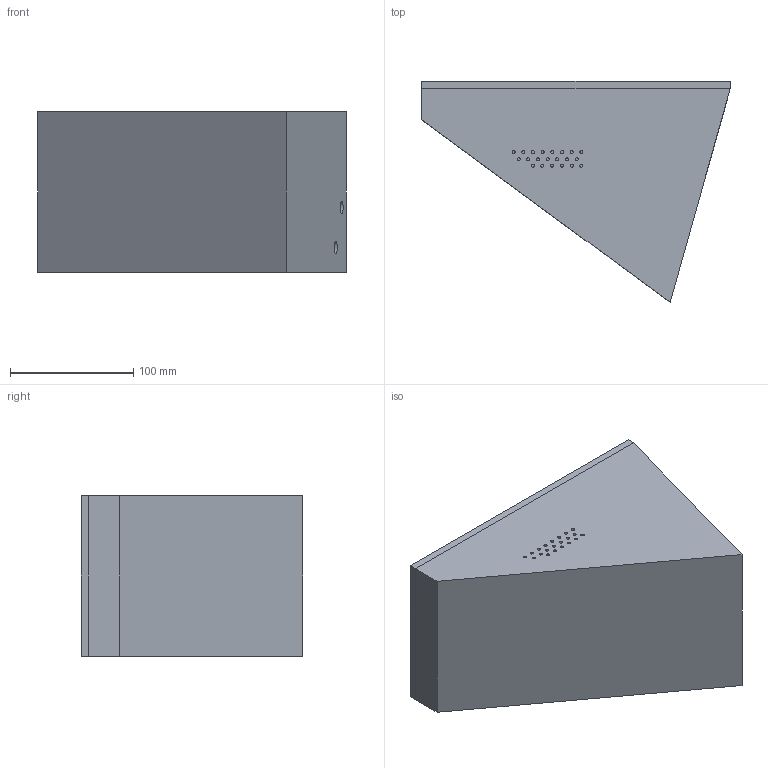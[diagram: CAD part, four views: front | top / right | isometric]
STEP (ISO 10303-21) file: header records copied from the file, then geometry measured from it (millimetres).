
FILE_DESCRIPTION(/* description */ (''),/* implementation_level */ '2;1');
FILE_NAME(/* name */ 'MUP 2 v10.step',/* time_stamp */ '2020-02-24T08:53:12+05:00',/* author */ (''),/* organization */ (''),/* preprocessor_version */ 'ST-DEVELOPER v18',/* originating_system */ 'Autodesk Translation Framework v8.12.0.6',/* authorisation */ '');
FILE_SCHEMA (('AUTOMOTIVE_DESIGN { 1 0 10303 214 3 1 1 }'));
Length unit declared in the file: millimetre
Products named in the file (5): MUP 2; Component1; Component2; Component4; Component5
Assembly tree (4 placements, depth 2):
  MUP 2
    Component1
    Component2
    Component4
    Component5
Bounding box: 250 x 179.28 x 130 mm (x, y, z)
Volume: 521380.5 mm3; surface area: 307444.9 mm2
Topology: 4 solids, 4 shells, 96 faces, 235 edges, 155 vertices
Faces by surface type: plane 62, cylinder 34
Full cylindrical faces by diameter (mm): 2.5 x21, 5 x3, 7.5 x1, 10 x2, 25 x1, 30 x1, 50 x1
Entity records: 3161 total; most frequent: CARTESIAN_POINT 565, DIRECTION 510, ORIENTED_EDGE 470, EDGE_CURVE 235, AXIS2_PLACEMENT_3D 175, LINE 160, VECTOR 160, EDGE_LOOP 158
